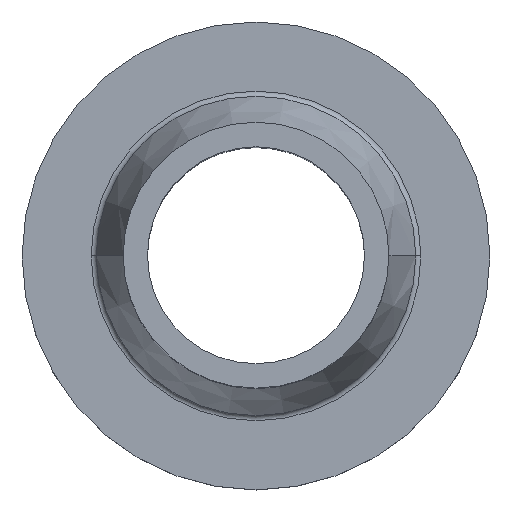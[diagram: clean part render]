
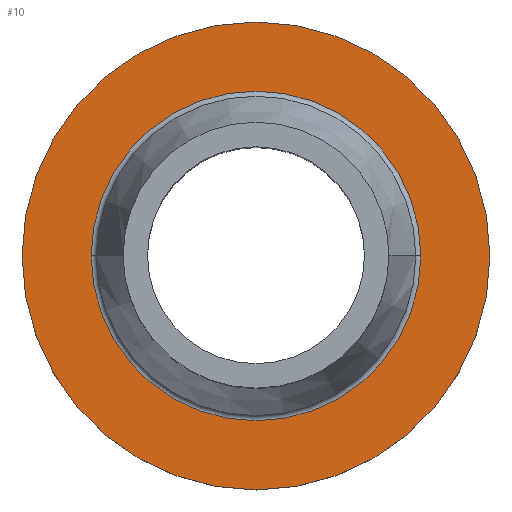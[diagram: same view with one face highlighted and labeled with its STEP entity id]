
A CAD part, top view. The second image highlights one B-rep face of the part: STEP entity #10.
In plain terms, the highlighted planar face has unit normal (0, 0, 1).
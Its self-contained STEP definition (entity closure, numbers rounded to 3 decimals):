
#10 = ADVANCED_FACE ( 'NONE', ( #264, #268 ), #313, .T. ) ;
#12 = DIRECTION ( 'NONE',  ( 0., 0., 1. ) ) ;
#23 = DIRECTION ( 'NONE',  ( -1., 0., 0. ) ) ;
#24 = AXIS2_PLACEMENT_3D ( 'NONE', #186, #256, #405 ) ;
#52 = DIRECTION ( 'NONE',  ( -1., 0., 0. ) ) ;
#63 = VERTEX_POINT ( 'NONE', #130 ) ;
#70 = ORIENTED_EDGE ( 'NONE', *, *, #480, .T. ) ;
#79 = EDGE_CURVE ( 'NONE', #280, #356, #220, .T. ) ;
#89 = EDGE_CURVE ( 'NONE', #245, #63, #372, .T. ) ;
#96 = AXIS2_PLACEMENT_3D ( 'NONE', #215, #427, #253 ) ;
#98 = CARTESIAN_POINT ( 'NONE',  ( 0., 0., 12. ) ) ;
#101 = ORIENTED_EDGE ( 'NONE', *, *, #79, .F. ) ;
#130 = CARTESIAN_POINT ( 'NONE',  ( 31., 0., 12. ) ) ;
#167 = AXIS2_PLACEMENT_3D ( 'NONE', #277, #270, #23 ) ;
#168 = CIRCLE ( 'NONE', #96, 31. ) ;
#175 = EDGE_LOOP ( 'NONE', ( #243, #70 ) ) ;
#186 = CARTESIAN_POINT ( 'NONE',  ( 0., 0., 12. ) ) ;
#199 = CARTESIAN_POINT ( 'NONE',  ( 44., 0., 12. ) ) ;
#211 = EDGE_CURVE ( 'NONE', #356, #280, #238, .T. ) ;
#215 = CARTESIAN_POINT ( 'NONE',  ( 0., 0., 12. ) ) ;
#220 = CIRCLE ( 'NONE', #430, 44. ) ;
#238 = CIRCLE ( 'NONE', #24, 44. ) ;
#241 = DIRECTION ( 'NONE',  ( 0., 0., -1. ) ) ;
#243 = ORIENTED_EDGE ( 'NONE', *, *, #89, .T. ) ;
#245 = VERTEX_POINT ( 'NONE', #451 ) ;
#253 = DIRECTION ( 'NONE',  ( -1., 0., 0. ) ) ;
#256 = DIRECTION ( 'NONE',  ( 0., 0., -1. ) ) ;
#264 = FACE_BOUND ( 'NONE', #175, .T. ) ;
#268 = FACE_OUTER_BOUND ( 'NONE', #428, .T. ) ;
#270 = DIRECTION ( 'NONE',  ( 0., 0., -1. ) ) ;
#277 = CARTESIAN_POINT ( 'NONE',  ( 0., 0., 12. ) ) ;
#280 = VERTEX_POINT ( 'NONE', #368 ) ;
#300 = AXIS2_PLACEMENT_3D ( 'NONE', #308, #12, #419 ) ;
#308 = CARTESIAN_POINT ( 'NONE',  ( 0., 44., 12. ) ) ;
#313 = PLANE ( 'NONE',  #300 ) ;
#356 = VERTEX_POINT ( 'NONE', #199 ) ;
#368 = CARTESIAN_POINT ( 'NONE',  ( -44., 0., 12. ) ) ;
#372 = CIRCLE ( 'NONE', #167, 31. ) ;
#405 = DIRECTION ( 'NONE',  ( -1., 0., 0. ) ) ;
#419 = DIRECTION ( 'NONE',  ( 1., 0., 0. ) ) ;
#427 = DIRECTION ( 'NONE',  ( 0., 0., -1. ) ) ;
#428 = EDGE_LOOP ( 'NONE', ( #101, #438 ) ) ;
#430 = AXIS2_PLACEMENT_3D ( 'NONE', #98, #241, #52 ) ;
#438 = ORIENTED_EDGE ( 'NONE', *, *, #211, .F. ) ;
#451 = CARTESIAN_POINT ( 'NONE',  ( -31., 0., 12. ) ) ;
#480 = EDGE_CURVE ( 'NONE', #63, #245, #168, .T. ) ;
